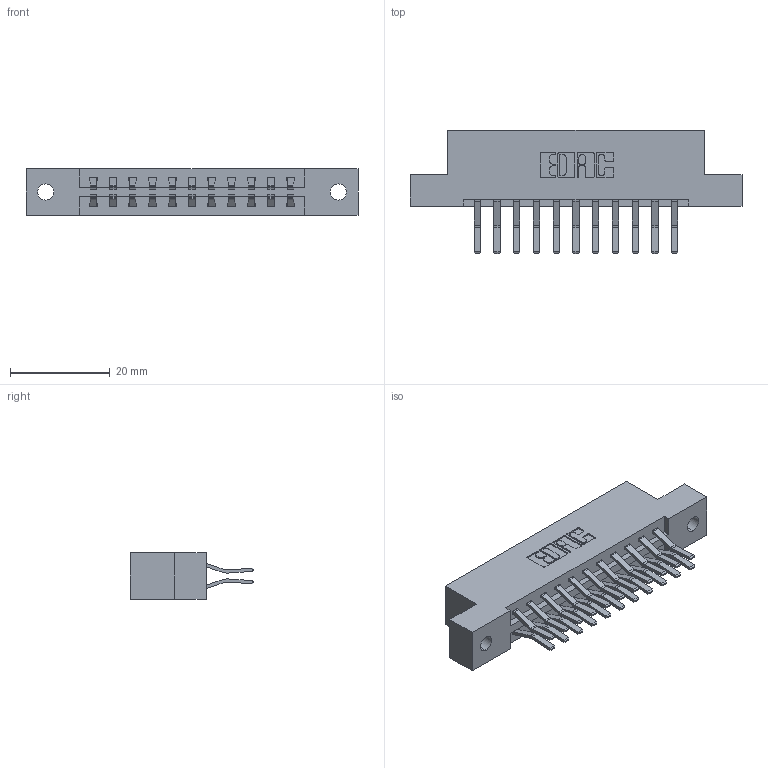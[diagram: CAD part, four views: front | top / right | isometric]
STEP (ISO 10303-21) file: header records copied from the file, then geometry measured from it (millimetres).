
FILE_DESCRIPTION (( 'STEP AP203' ), '1' );
FILE_NAME ('387-022-560-202.STEP', '2019-10-16T17:33:24', ( '' ), ( '' ), 'SwSTEP 2.0', 'SolidWorks 2016', '' );
FILE_SCHEMA (( 'CONFIG_CONTROL_DESIGN' ));
Length unit declared in the file: inch
Products named in the file (3): 345-292-001_560 Tail; 337 Part_Flush Mounting Lugs - 0.128 Dia; 387-022-560-202
Assembly tree (23 placements, depth 2):
  387-022-560-202
    337 Part_Flush Mounting Lugs - 0.128 Dia
    345-292-001_560 Tail  x22
Bounding box: 66.6 x 24.78 x 9.4 mm (x, y, z)
Volume: 6713.6 mm3; surface area: 7433.2 mm2
Topology: 23 solids, 23 shells, 1346 faces, 3985 edges, 2626 vertices
Faces by surface type: plane 906, cylinder 440
Entity records: 12629 total; most frequent: CARTESIAN_POINT 2154, ORIENTED_EDGE 2090, DIRECTION 1893, EDGE_CURVE 1045, VECTOR 913, LINE 913, VERTEX_POINT 694, AXIS2_PLACEMENT_3D 490
